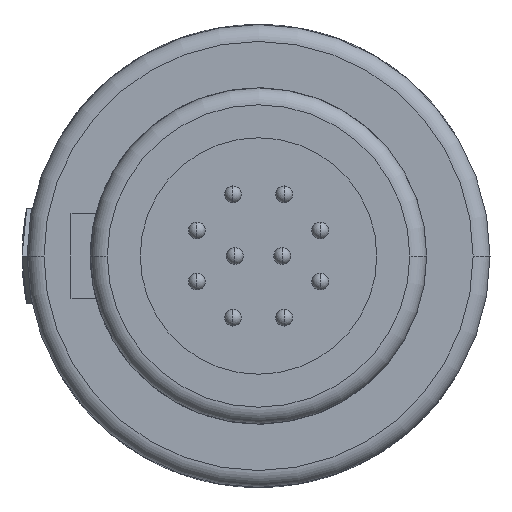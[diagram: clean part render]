
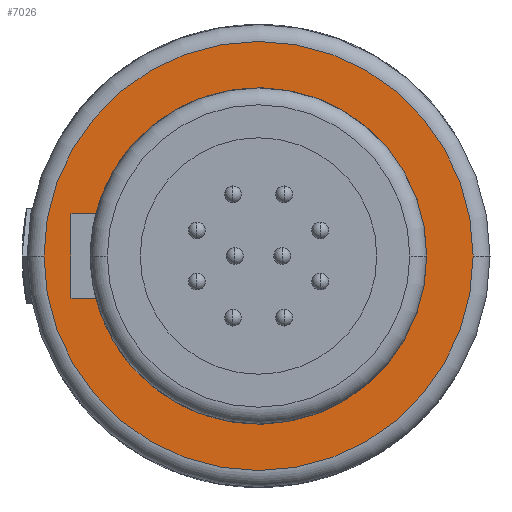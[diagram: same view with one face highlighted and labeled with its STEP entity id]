
A CAD part, left-side view. The second image highlights one B-rep face of the part: STEP entity #7026.
In plain terms, the highlighted planar face has unit normal (-1, 0, 0).
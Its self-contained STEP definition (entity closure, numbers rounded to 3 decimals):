
#1964=CARTESIAN_POINT('',(-6.7,0.,0.));
#1965=DIRECTION('',(-1.,0.,0.));
#1966=DIRECTION('',(0.,-1.,0.));
#1967=AXIS2_PLACEMENT_3D('',#1964,#1965,#1966);
#1969=CARTESIAN_POINT('',(-6.7,0.,0.));
#1970=DIRECTION('',(-1.,0.,0.));
#1971=DIRECTION('',(0.,1.,0.));
#1972=AXIS2_PLACEMENT_3D('',#1969,#1970,#1971);
#1974=DIRECTION('',(0.,1.,0.));
#1975=VECTOR('',#1974,0.735);
#1976=CARTESIAN_POINT('',(-6.7,4.815,-1.25));
#1977=LINE('',#1976,#1975);
#1978=DIRECTION('',(0.,1.,0.));
#1979=VECTOR('',#1978,0.735);
#1980=CARTESIAN_POINT('',(-6.7,4.815,1.25));
#1981=LINE('',#1980,#1979);
#1982=DIRECTION('',(0.,0.,1.));
#1983=VECTOR('',#1982,2.5);
#1984=CARTESIAN_POINT('',(-6.7,5.55,-1.25));
#1985=LINE('',#1984,#1983);
#2015=CARTESIAN_POINT('',(-6.7,0.,0.));
#2016=DIRECTION('',(1.,0.,0.));
#2017=DIRECTION('',(0.,0.968,0.251));
#2018=AXIS2_PLACEMENT_3D('',#2015,#2016,#2017);
#2052=CARTESIAN_POINT('',(-6.7,0.,0.));
#2053=DIRECTION('',(-1.,0.,0.));
#2054=DIRECTION('',(0.,0.968,-0.251));
#2055=AXIS2_PLACEMENT_3D('',#2052,#2053,#2054);
#3802=CARTESIAN_POINT('',(-6.7,-6.35,0.));
#3803=CARTESIAN_POINT('',(-6.7,6.35,0.));
#3804=VERTEX_POINT('',#3802);
#3805=VERTEX_POINT('',#3803);
#3818=CARTESIAN_POINT('',(-6.7,-4.975,0.));
#3819=VERTEX_POINT('',#3818);
#4312=CARTESIAN_POINT('',(-6.7,5.55,-1.25));
#4313=VERTEX_POINT('',#4312);
#4316=CARTESIAN_POINT('',(-6.7,5.55,1.25));
#4317=VERTEX_POINT('',#4316);
#4445=CARTESIAN_POINT('',(-6.7,4.815,-1.25));
#4446=VERTEX_POINT('',#4445);
#4447=CARTESIAN_POINT('',(-6.7,4.815,1.25));
#4448=VERTEX_POINT('',#4447);
#7004=CARTESIAN_POINT('',(-6.7,0.,0.));
#7005=DIRECTION('',(1.,0.,0.));
#7006=DIRECTION('',(0.,-1.,0.));
#7007=AXIS2_PLACEMENT_3D('',#7004,#7005,#7006);
#7008=PLANE('',#7007);
#7010=ORIENTED_EDGE('',*,*,#7009,.F.);
#7011=ORIENTED_EDGE('',*,*,#6987,.F.);
#7012=EDGE_LOOP('',(#7010,#7011));
#7013=FACE_OUTER_BOUND('',#7012,.F.);
#7015=ORIENTED_EDGE('',*,*,#7014,.F.);
#7017=ORIENTED_EDGE('',*,*,#7016,.T.);
#7019=ORIENTED_EDGE('',*,*,#7018,.F.);
#7021=ORIENTED_EDGE('',*,*,#7020,.T.);
#7023=ORIENTED_EDGE('',*,*,#7022,.F.);
#7024=EDGE_LOOP('',(#7015,#7017,#7019,#7021,#7023));
#7025=FACE_BOUND('',#7024,.F.);
#1968=CIRCLE('',#1967,6.35);
#1973=CIRCLE('',#1972,6.35);
#2019=CIRCLE('',#2018,4.975);
#2056=CIRCLE('',#2055,4.975);
#6987=EDGE_CURVE('',#3805,#3804,#1973,.T.);
#7009=EDGE_CURVE('',#3804,#3805,#1968,.T.);
#7014=EDGE_CURVE('',#4446,#4313,#1977,.T.);
#7016=EDGE_CURVE('',#4446,#3819,#2056,.T.);
#7018=EDGE_CURVE('',#4448,#3819,#2019,.T.);
#7020=EDGE_CURVE('',#4448,#4317,#1981,.T.);
#7022=EDGE_CURVE('',#4313,#4317,#1985,.T.);
#7026=ADVANCED_FACE('',(#7013,#7025),#7008,.F.);
